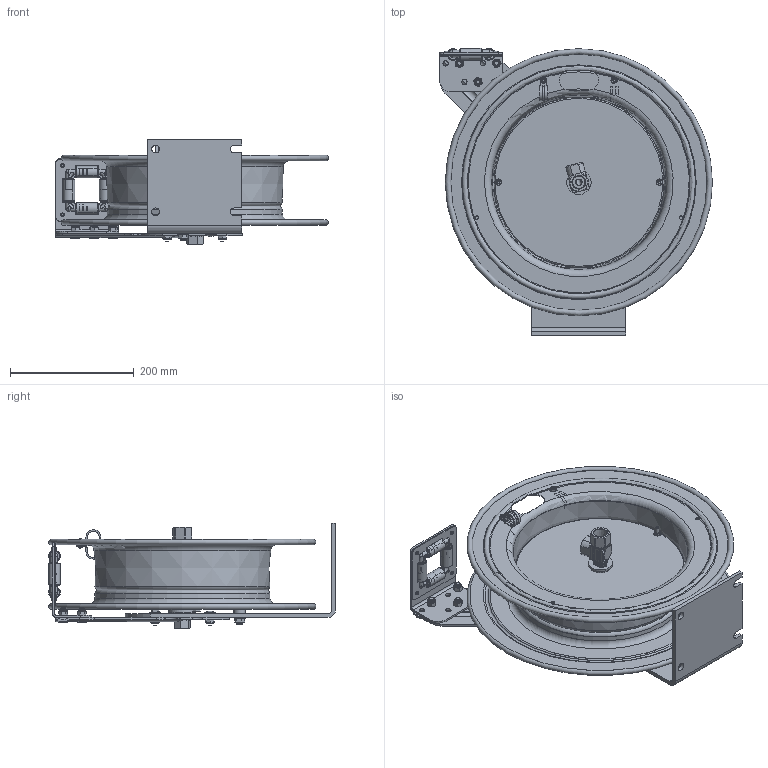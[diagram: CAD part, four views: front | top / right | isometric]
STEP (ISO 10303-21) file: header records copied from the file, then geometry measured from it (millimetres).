
FILE_DESCRIPTION(/* description */ (''),/* implementation_level */ '2;1');
FILE_NAME(/* name */ 'EZ-P-LP-430_SHARED.stp',/* time_stamp */ '2020-01-16T11:21:31-07:00',/* author */ ('NMelton'),/* organization */ (''),/* preprocessor_version */ 'ST-DEVELOPER v17',/* originating_system */ 'Autodesk Inventor 2019',/* authorisation */ '');
FILE_SCHEMA (('AUTOMOTIVE_DESIGN { 1 0 10303 214 3 1 1 }'));
Products named in the file (1): EZ-P-LP-430_SHARED
Bounding box: 441 x 464.08 x 170.69 mm (x, y, z)
Surface area: 1054523.2 mm2 (no closed solid volume)
Topology: 0 solids, 219 shells, 1872 faces, 9699 edges, 7821 vertices
Faces by surface type: plane 1019, cylinder 452, cone 152, bspline 136, torus 74, sphere 39
Full cylindrical faces by diameter (mm): 2.159 x2, 4.699 x4, 4.826 x6, 5.556 x4, 5.588 x4, 6.35 x4, 7.112 x1, 7.925 x1, 7.938 x3, 8.636 x3, 8.731 x4, 9.398 x1, 11.43 x3, 12.192 x8, 12.7 x2, 15.875 x1, 17.882 x1, 19.05 x5, 20.574 x1, 28.575 x1, 31.623 x1, 39.624 x1, 44.044 x1
Entity records: 103756 total; most frequent: CARTESIAN_POINT 31018, ORIENTED_EDGE 13083, DIRECTION 12838, EDGE_CURVE 9656, VERTEX_POINT 7821, LINE 5468, VECTOR 5468, AXIS2_PLACEMENT_3D 3685
